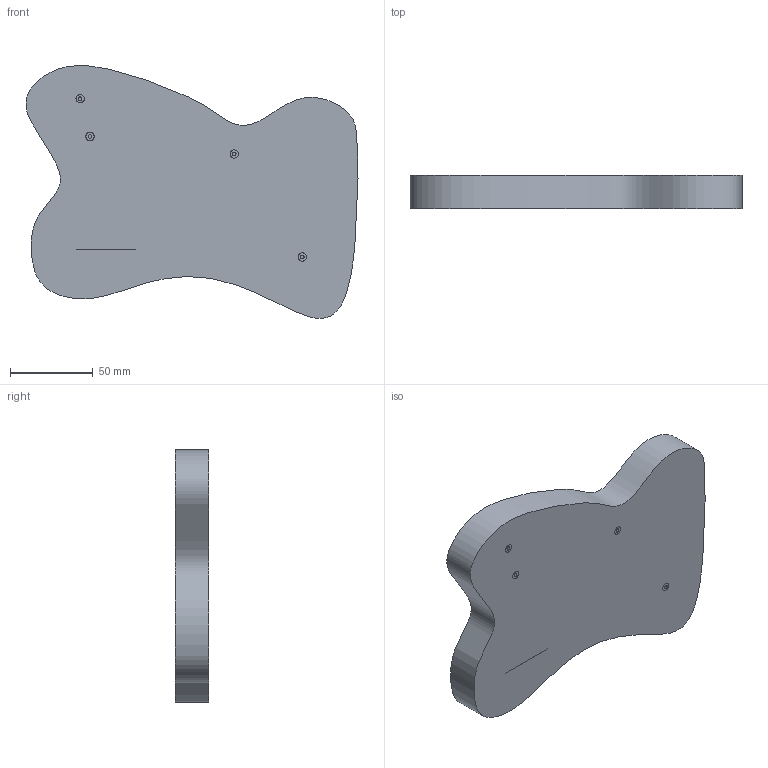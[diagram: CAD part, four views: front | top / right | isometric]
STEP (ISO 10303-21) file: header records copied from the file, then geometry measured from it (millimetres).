
FILE_DESCRIPTION(/* description */ (''),/* implementation_level */ '2;1');
FILE_NAME(/* name */ 'Right-DualForm.step',/* time_stamp */ '2025-12-19T23:42:20+05:30',/* author */ (''),/* organization */ (''),/* preprocessor_version */ 'ST-DEVELOPER v20.1',/* originating_system */ 'Autodesk Translation Framework v14.21.0.0',/* authorisation */ '');
FILE_SCHEMA (('AUTOMOTIVE_DESIGN { 1 0 10303 214 3 1 1 }'));
Length unit declared in the file: millimetre
Products named in the file (3): Right-DualForm; Component1; Component2
Assembly tree (2 placements, depth 2):
  Right-DualForm
    Component1
    Component2
Bounding box: 200.07 x 20 x 152.4 mm (x, y, z)
Volume: 271028.1 mm3; surface area: 68125.7 mm2
Topology: 5 solids, 5 shells, 41 faces, 78 edges, 52 vertices
Faces by surface type: plane 28, cylinder 12, bspline 1
Full cylindrical faces by diameter (mm): 2.2 x8, 5 x4
Entity records: 1492 total; most frequent: CARTESIAN_POINT 533, DIRECTION 190, ORIENTED_EDGE 156, EDGE_CURVE 78, AXIS2_PLACEMENT_3D 69, EDGE_LOOP 56, LINE 52, VECTOR 52
